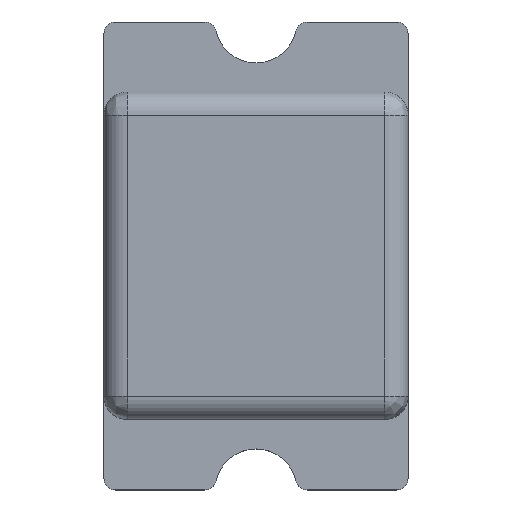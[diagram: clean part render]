
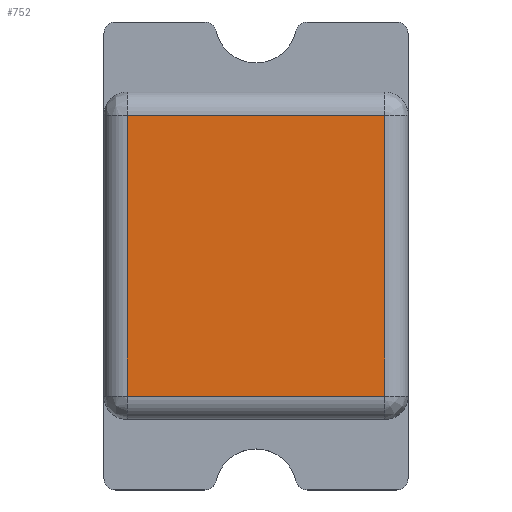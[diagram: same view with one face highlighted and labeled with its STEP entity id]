
A CAD part, top view. The second image highlights one B-rep face of the part: STEP entity #752.
In plain terms, the highlighted planar face has unit normal (0, 0, 1).
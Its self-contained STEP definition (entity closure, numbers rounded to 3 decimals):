
#58 = LINE ( 'NONE', #1083, #814 ) ;
#59 = VERTEX_POINT ( 'NONE', #859 ) ;
#146 = EDGE_CURVE ( 'NONE', #1052, #826, #264, .T. ) ;
#176 = DIRECTION ( 'NONE',  ( -1., 0., 0. ) ) ;
#192 = VECTOR ( 'NONE', #176, 1000. ) ;
#264 = LINE ( 'NONE', #955, #192 ) ;
#295 = EDGE_CURVE ( 'NONE', #1007, #59, #406, .T. ) ;
#325 = CARTESIAN_POINT ( 'NONE',  ( -0.55, 0.6, 0. ) ) ;
#344 = EDGE_CURVE ( 'NONE', #1052, #59, #58, .T. ) ;
#353 = EDGE_CURVE ( 'NONE', #1007, #826, #1088, .T. ) ;
#374 = VECTOR ( 'NONE', #842, 1000. ) ;
#387 = ORIENTED_EDGE ( 'NONE', *, *, #353, .F. ) ;
#388 = FACE_OUTER_BOUND ( 'NONE', #570, .T. ) ;
#389 = CARTESIAN_POINT ( 'NONE',  ( 0.55, -0.6, 0. ) ) ;
#393 = AXIS2_PLACEMENT_3D ( 'NONE', #1082, #1073, #1087 ) ;
#399 = CARTESIAN_POINT ( 'NONE',  ( 0.55, 0.6, 0. ) ) ;
#406 = LINE ( 'NONE', #389, #374 ) ;
#480 = CARTESIAN_POINT ( 'NONE',  ( -0.55, -0.6, 0. ) ) ;
#570 = EDGE_LOOP ( 'NONE', ( #745, #800, #844, #387 ) ) ;
#571 = CARTESIAN_POINT ( 'NONE',  ( -0.55, -0.6, 0. ) ) ;
#644 = PLANE ( 'NONE',  #393 ) ;
#744 = DIRECTION ( 'NONE',  ( 0., -1., 0. ) ) ;
#745 = ORIENTED_EDGE ( 'NONE', *, *, #295, .T. ) ;
#752 = ADVANCED_FACE ( 'NONE', ( #388 ), #644, .T. ) ;
#800 = ORIENTED_EDGE ( 'NONE', *, *, #344, .F. ) ;
#814 = VECTOR ( 'NONE', #744, 1000. ) ;
#826 = VERTEX_POINT ( 'NONE', #325 ) ;
#842 = DIRECTION ( 'NONE',  ( 1., 0., 0. ) ) ;
#844 = ORIENTED_EDGE ( 'NONE', *, *, #146, .T. ) ;
#859 = CARTESIAN_POINT ( 'NONE',  ( 0.55, -0.6, 0. ) ) ;
#955 = CARTESIAN_POINT ( 'NONE',  ( 0.55, 0.6, 0. ) ) ;
#1007 = VERTEX_POINT ( 'NONE', #571 ) ;
#1052 = VERTEX_POINT ( 'NONE', #399 ) ;
#1073 = DIRECTION ( 'NONE',  ( 0., 0., 1. ) ) ;
#1082 = CARTESIAN_POINT ( 'NONE',  ( 0.55, -0.6, 0. ) ) ;
#1083 = CARTESIAN_POINT ( 'NONE',  ( 0.55, 0.6, 0. ) ) ;
#1087 = DIRECTION ( 'NONE',  ( 1., 0., 0. ) ) ;
#1088 = LINE ( 'NONE', #480, #1097 ) ;
#1093 = DIRECTION ( 'NONE',  ( 0., 1., 0. ) ) ;
#1097 = VECTOR ( 'NONE', #1093, 1000. ) ;
